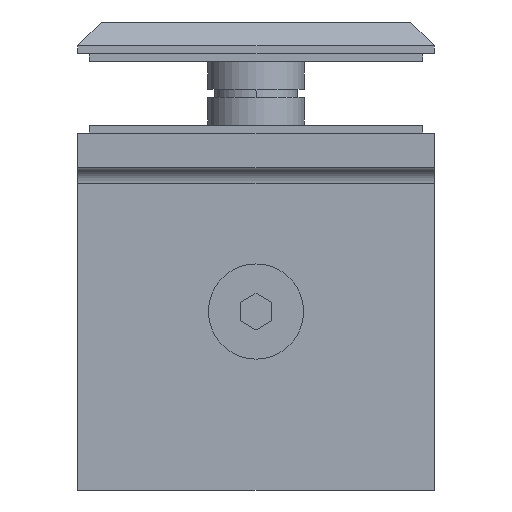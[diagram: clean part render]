
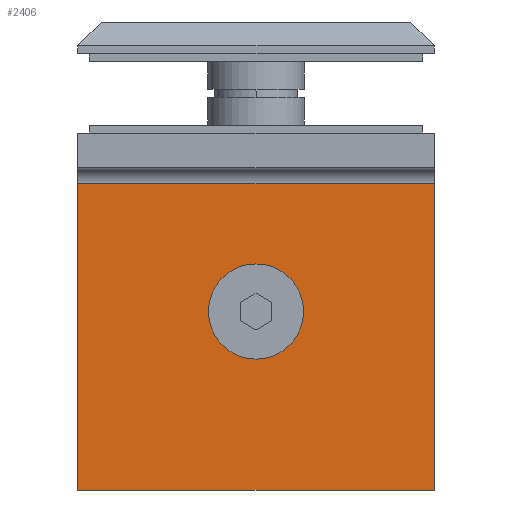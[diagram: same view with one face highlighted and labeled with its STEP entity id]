
A CAD part, left-side view. The second image highlights one B-rep face of the part: STEP entity #2406.
In plain terms, the highlighted face is planar.
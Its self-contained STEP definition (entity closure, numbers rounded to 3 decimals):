
#285 = DIRECTION ( 'NONE',  ( 0., 0., 1. ) ) ;
#299 = AXIS2_PLACEMENT_3D ( 'NONE', #3405, #3827, #1318 ) ;
#422 = LINE ( 'NONE', #4838, #3443 ) ;
#782 = EDGE_LOOP ( 'NONE', ( #1395, #3258 ) ) ;
#871 = CIRCLE ( 'NONE', #2062, 6. ) ;
#879 = CARTESIAN_POINT ( 'NONE',  ( 0., 0., 6. ) ) ;
#948 = DIRECTION ( 'NONE',  ( 0., -1., 0. ) ) ;
#1011 = ORIENTED_EDGE ( 'NONE', *, *, #3508, .T. ) ;
#1059 = CARTESIAN_POINT ( 'NONE',  ( 22.5, 0., -16.1 ) ) ;
#1231 = DIRECTION ( 'NONE',  ( -1., 0., 0. ) ) ;
#1318 = DIRECTION ( 'NONE',  ( 0., 0., 1. ) ) ;
#1372 = DIRECTION ( 'NONE',  ( 0., 0., -1. ) ) ;
#1395 = ORIENTED_EDGE ( 'NONE', *, *, #4977, .T. ) ;
#1670 = LINE ( 'NONE', #3075, #3829 ) ;
#1675 = CIRCLE ( 'NONE', #4610, 6. ) ;
#1682 = FACE_BOUND ( 'NONE', #782, .T. ) ;
#1740 = VECTOR ( 'NONE', #285, 1000. ) ;
#1751 = EDGE_LOOP ( 'NONE', ( #3563, #4480, #3914, #1011 ) ) ;
#1766 = CARTESIAN_POINT ( 'NONE',  ( -22.5, 0., 22.5 ) ) ;
#2012 = CARTESIAN_POINT ( 'NONE',  ( -22.5, 0., -22.5 ) ) ;
#2062 = AXIS2_PLACEMENT_3D ( 'NONE', #4280, #948, #1372 ) ;
#2105 = EDGE_CURVE ( 'NONE', #2759, #4607, #2588, .T. ) ;
#2330 = CARTESIAN_POINT ( 'NONE',  ( -22.5, 0., -16.1 ) ) ;
#2406 = ADVANCED_FACE ( 'NONE', ( #3707, #1682 ), #4282, .T. ) ;
#2588 = LINE ( 'NONE', #2012, #1740 ) ;
#2759 = VERTEX_POINT ( 'NONE', #2330 ) ;
#2852 = DIRECTION ( 'NONE',  ( 0., 0., -1. ) ) ;
#2924 = CARTESIAN_POINT ( 'NONE',  ( 0., 0., 0. ) ) ;
#2950 = VECTOR ( 'NONE', #1231, 1000. ) ;
#3040 = EDGE_CURVE ( 'NONE', #5126, #5297, #871, .T. ) ;
#3075 = CARTESIAN_POINT ( 'NONE',  ( 22.5, 0., 22.5 ) ) ;
#3258 = ORIENTED_EDGE ( 'NONE', *, *, #3040, .T. ) ;
#3326 = CARTESIAN_POINT ( 'NONE',  ( 0., 0., -16.1 ) ) ;
#3405 = CARTESIAN_POINT ( 'NONE',  ( 0., 0., 0. ) ) ;
#3443 = VECTOR ( 'NONE', #4704, 1000. ) ;
#3456 = VERTEX_POINT ( 'NONE', #5064 ) ;
#3508 = EDGE_CURVE ( 'NONE', #4607, #3456, #422, .T. ) ;
#3555 = DIRECTION ( 'NONE',  ( 0., 0., -1. ) ) ;
#3563 = ORIENTED_EDGE ( 'NONE', *, *, #3715, .T. ) ;
#3670 = LINE ( 'NONE', #3326, #2950 ) ;
#3707 = FACE_OUTER_BOUND ( 'NONE', #1751, .T. ) ;
#3715 = EDGE_CURVE ( 'NONE', #3456, #4064, #1670, .T. ) ;
#3827 = DIRECTION ( 'NONE',  ( 0., 1., 0. ) ) ;
#3829 = VECTOR ( 'NONE', #3555, 1000. ) ;
#3914 = ORIENTED_EDGE ( 'NONE', *, *, #2105, .T. ) ;
#4064 = VERTEX_POINT ( 'NONE', #1059 ) ;
#4280 = CARTESIAN_POINT ( 'NONE',  ( 0., 0., 0. ) ) ;
#4282 = PLANE ( 'NONE',  #299 ) ;
#4480 = ORIENTED_EDGE ( 'NONE', *, *, #5009, .T. ) ;
#4607 = VERTEX_POINT ( 'NONE', #1766 ) ;
#4610 = AXIS2_PLACEMENT_3D ( 'NONE', #2924, #4995, #2852 ) ;
#4679 = CARTESIAN_POINT ( 'NONE',  ( 0., 0., -6. ) ) ;
#4704 = DIRECTION ( 'NONE',  ( 1., 0., 0. ) ) ;
#4838 = CARTESIAN_POINT ( 'NONE',  ( -22.5, 0., 22.5 ) ) ;
#4977 = EDGE_CURVE ( 'NONE', #5297, #5126, #1675, .T. ) ;
#4995 = DIRECTION ( 'NONE',  ( 0., -1., 0. ) ) ;
#5009 = EDGE_CURVE ( 'NONE', #4064, #2759, #3670, .T. ) ;
#5064 = CARTESIAN_POINT ( 'NONE',  ( 22.5, 0., 22.5 ) ) ;
#5126 = VERTEX_POINT ( 'NONE', #4679 ) ;
#5297 = VERTEX_POINT ( 'NONE', #879 ) ;
